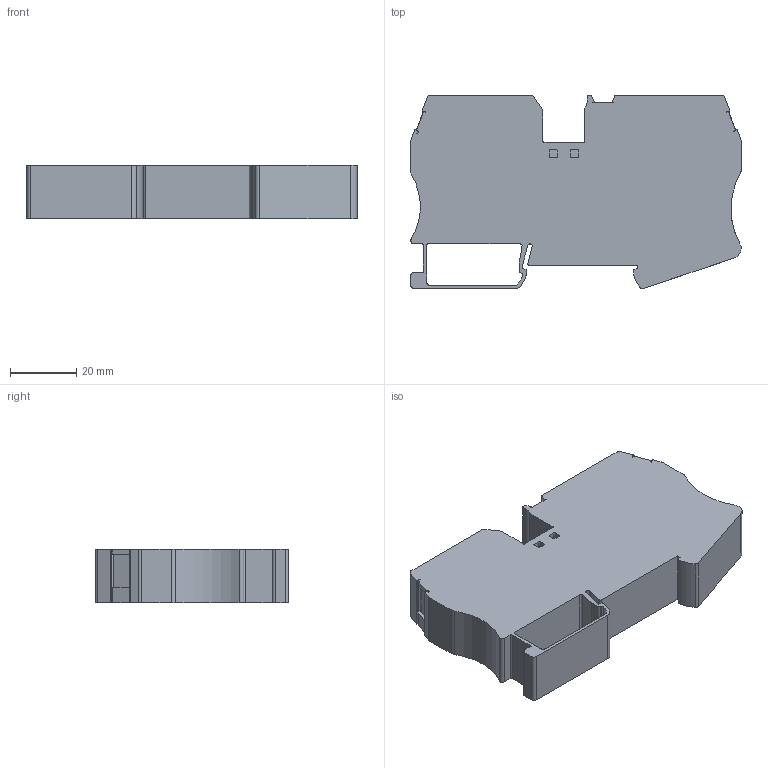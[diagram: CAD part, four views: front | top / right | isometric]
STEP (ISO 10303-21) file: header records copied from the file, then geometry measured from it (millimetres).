
FILE_DESCRIPTION(/* description */ (''),/* implementation_level */ '2;1');
FILE_NAME(/* name */ '35-2.stp',/* time_stamp */ '2023-05-09T10:21:10+08:00',/* author */ (''),/* organization */ (''),/* preprocessor_version */ 'ST-DEVELOPER v16.7',/* originating_system */ 'SIEMENS PLM Software NX 12.0',/* authorisation */ '');
FILE_SCHEMA (('AUTOMOTIVE_DESIGN { 1 0 10303 214 3 1 1 1 }'));
Length unit declared in the file: millimetre
Products named in the file (1): SP3F2CBC23dbtw
Bounding box: 100 x 58.6 x 16.1 mm (x, y, z)
Volume: 72016.5 mm3; surface area: 17884.4 mm2
Topology: 1 solids, 1 shells, 3297 faces, 9669 edges, 6440 vertices
Faces by surface type: plane 3119, cylinder 131, torus 26, extrusion 13, cone 8
Entity records: 107975 total; most frequent: CARTESIAN_POINT 20583, ORIENTED_EDGE 19338, DIRECTION 16266, EDGE_CURVE 9669, VECTOR 8992, LINE 8979, VERTEX_POINT 6440, AXIS2_PLACEMENT_3D 3637
